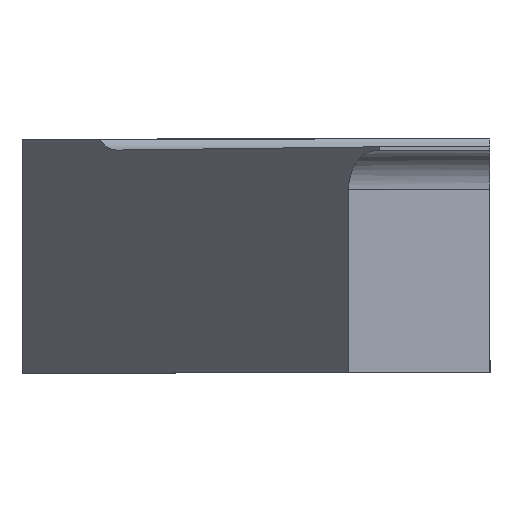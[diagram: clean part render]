
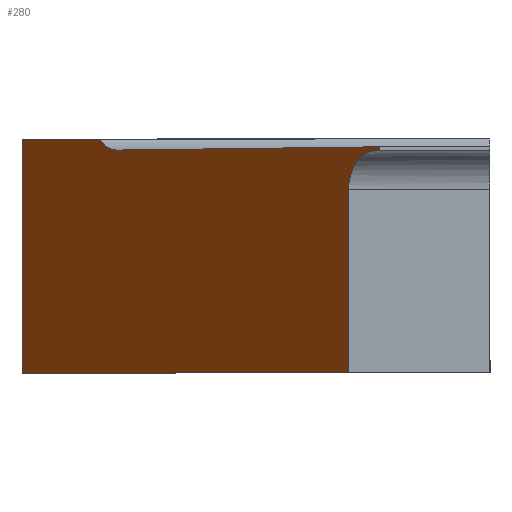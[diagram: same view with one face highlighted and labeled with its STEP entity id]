
A CAD part, left-side view. The second image highlights one B-rep face of the part: STEP entity #280.
In plain terms, the highlighted planar face has unit normal (-0.574, 0.819, 0).
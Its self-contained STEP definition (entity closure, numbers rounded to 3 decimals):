
#12 = VERTEX_POINT ( 'NONE', #637 ) ;
#16 = EDGE_CURVE ( 'NONE', #373, #688, #607, .T. ) ;
#17 = CARTESIAN_POINT ( 'NONE',  ( 0., 1.411, 1.5 ) ) ;
#26 = VERTEX_POINT ( 'NONE', #146 ) ;
#31 = CARTESIAN_POINT ( 'NONE',  ( 5.049, 4.946, 1.407 ) ) ;
#34 = DIRECTION ( 'NONE',  ( 0., 0., 1. ) ) ;
#46 = EDGE_CURVE ( 'NONE', #223, #373, #880, .T. ) ;
#70 = CARTESIAN_POINT ( 'NONE',  ( 0.07, 1.46, 1.351 ) ) ;
#73 = ORIENTED_EDGE ( 'NONE', *, *, #113, .F. ) ;
#85 = DIRECTION ( 'NONE',  ( 0., 0., 1. ) ) ;
#112 = VECTOR ( 'NONE', #728, 1000. ) ;
#113 = EDGE_CURVE ( 'NONE', #537, #26, #390, .T. ) ;
#118 = CARTESIAN_POINT ( 'NONE',  ( 6.554, 6., 1.5 ) ) ;
#142 = DIRECTION ( 'NONE',  ( 0., 0., -1. ) ) ;
#146 = CARTESIAN_POINT ( 'NONE',  ( 0., 1.411, 1.4 ) ) ;
#150 = EDGE_CURVE ( 'NONE', #12, #399, #834, .T. ) ;
#158 = DIRECTION ( 'NONE',  ( -0.819, -0.574, 0. ) ) ;
#174 = CARTESIAN_POINT ( 'NONE',  ( 4.818, 4.784, 1.358 ) ) ;
#176 = CARTESIAN_POINT ( 'NONE',  ( 0.07, 1.46, 1.351 ) ) ;
#206 = VECTOR ( 'NONE', #34, 1000. ) ;
#223 = VERTEX_POINT ( 'NONE', #176 ) ;
#236 = CARTESIAN_POINT ( 'NONE',  ( 5.127, 5.001, 1.5 ) ) ;
#243 = CARTESIAN_POINT ( 'NONE',  ( 0., 1.411, -1.5 ) ) ;
#253 = EDGE_CURVE ( 'NONE', #271, #537, #441, .T. ) ;
#271 = VERTEX_POINT ( 'NONE', #456 ) ;
#274 = LINE ( 'NONE', #820, #826 ) ;
#280 = ADVANCED_FACE ( 'NONE', ( #465 ), #813, .F. ) ;
#283 = CARTESIAN_POINT ( 'NONE',  ( 0.073, 1.462, 1.351 ) ) ;
#285 = VERTEX_POINT ( 'NONE', #454 ) ;
#287 = CARTESIAN_POINT ( 'NONE',  ( 0.575, 1.813, 0.851 ) ) ;
#295 = VECTOR ( 'NONE', #85, 1000. ) ;
#297 = EDGE_CURVE ( 'NONE', #12, #285, #274, .T. ) ;
#317 = DIRECTION ( 'NONE',  ( 0.574, -0.819, 0. ) ) ;
#322 = DIRECTION ( 'NONE',  ( 0.819, 0.574, 0. ) ) ;
#346 = CARTESIAN_POINT ( 'NONE',  ( 0., 1.411, 1.35 ) ) ;
#352 = ORIENTED_EDGE ( 'NONE', *, *, #395, .T. ) ;
#373 = VERTEX_POINT ( 'NONE', #539 ) ;
#390 = LINE ( 'NONE', #658, #112 ) ;
#395 = EDGE_CURVE ( 'NONE', #541, #26, #415, .T. ) ;
#399 = VERTEX_POINT ( 'NONE', #118 ) ;
#406 = CARTESIAN_POINT ( 'NONE',  ( 0.368, 1.668, 1.351 ) ) ;
#414 = LINE ( 'NONE', #17, #775 ) ;
#415 = LINE ( 'NONE', #243, #206 ) ;
#421 = CARTESIAN_POINT ( 'NONE',  ( 0.075, 1.463, 1.351 ) ) ;
#438 = VECTOR ( 'NONE', #877, 1000. ) ;
#441 =( BOUNDED_CURVE ( )  B_SPLINE_CURVE ( 3, ( #236, #31, #669, #174 ),
 .UNSPECIFIED., .F., .F. ) 
 B_SPLINE_CURVE_WITH_KNOTS ( ( 4, 4 ),
 ( 0.701, 1.58 ),
 .UNSPECIFIED. ) 
 CURVE ( )  GEOMETRIC_REPRESENTATION_ITEM ( )  RATIONAL_B_SPLINE_CURVE ( ( 1., 0.937, 0.937, 1. ) ) 
 REPRESENTATION_ITEM ( '' )  );
#454 = CARTESIAN_POINT ( 'NONE',  ( 0.575, 1.813, -1.5 ) ) ;
#456 = CARTESIAN_POINT ( 'NONE',  ( 5.127, 5.001, 1.5 ) ) ;
#459 = CARTESIAN_POINT ( 'NONE',  ( 0., 1.411, -1.5 ) ) ;
#465 = FACE_OUTER_BOUND ( 'NONE', #758, .T. ) ;
#502 = AXIS2_PLACEMENT_3D ( 'NONE', #459, #317, #322 ) ;
#507 = VECTOR ( 'NONE', #142, 1000. ) ;
#523 = CARTESIAN_POINT ( 'NONE',  ( 6.554, 6., -1.5 ) ) ;
#537 = VERTEX_POINT ( 'NONE', #765 ) ;
#539 = CARTESIAN_POINT ( 'NONE',  ( 0.075, 1.463, 1.351 ) ) ;
#541 = VERTEX_POINT ( 'NONE', #346 ) ;
#550 = ORIENTED_EDGE ( 'NONE', *, *, #46, .F. ) ;
#567 = CARTESIAN_POINT ( 'NONE',  ( 0.575, 1.813, 1.144 ) ) ;
#569 = ORIENTED_EDGE ( 'NONE', *, *, #789, .F. ) ;
#591 = CARTESIAN_POINT ( 'NONE',  ( -0.017, 1.399, 1.35 ) ) ;
#607 =( BOUNDED_CURVE ( )  B_SPLINE_CURVE ( 3, ( #421, #406, #567, #287 ),
 .UNSPECIFIED., .F., .T. ) 
 B_SPLINE_CURVE_WITH_KNOTS ( ( 4, 4 ),
 ( 4.712, 6.283 ),
 .UNSPECIFIED. ) 
 CURVE ( )  GEOMETRIC_REPRESENTATION_ITEM ( )  RATIONAL_B_SPLINE_CURVE ( ( 1., 0.805, 0.805, 1. ) ) 
 REPRESENTATION_ITEM ( '' )  );
#631 = CARTESIAN_POINT ( 'NONE',  ( 0.075, 1.463, 1.351 ) ) ;
#637 = CARTESIAN_POINT ( 'NONE',  ( 6.554, 6., -1.5 ) ) ;
#658 = CARTESIAN_POINT ( 'NONE',  ( 0.017, 1.423, 1.4 ) ) ;
#662 = ORIENTED_EDGE ( 'NONE', *, *, #807, .F. ) ;
#669 = CARTESIAN_POINT ( 'NONE',  ( 4.939, 4.869, 1.357 ) ) ;
#688 = VERTEX_POINT ( 'NONE', #764 ) ;
#695 = LINE ( 'NONE', #916, #507 ) ;
#696 = ORIENTED_EDGE ( 'NONE', *, *, #253, .F. ) ;
#728 = DIRECTION ( 'NONE',  ( -0.819, -0.574, 0.007 ) ) ;
#751 = EDGE_CURVE ( 'NONE', #541, #223, #825, .T. ) ;
#753 = ORIENTED_EDGE ( 'NONE', *, *, #751, .F. ) ;
#758 = EDGE_LOOP ( 'NONE', ( #569, #823, #862, #662, #800, #550, #753, #352, #73, #696 ) ) ;
#764 = CARTESIAN_POINT ( 'NONE',  ( 0.575, 1.813, 0.851 ) ) ;
#765 = CARTESIAN_POINT ( 'NONE',  ( 4.818, 4.784, 1.358 ) ) ;
#775 = VECTOR ( 'NONE', #158, 1000. ) ;
#789 = EDGE_CURVE ( 'NONE', #399, #271, #414, .T. ) ;
#800 = ORIENTED_EDGE ( 'NONE', *, *, #16, .F. ) ;
#807 = EDGE_CURVE ( 'NONE', #688, #285, #695, .T. ) ;
#813 = PLANE ( 'NONE',  #502 ) ;
#820 = CARTESIAN_POINT ( 'NONE',  ( 0., 1.411, -1.5 ) ) ;
#823 = ORIENTED_EDGE ( 'NONE', *, *, #150, .F. ) ;
#825 = LINE ( 'NONE', #591, #438 ) ;
#826 = VECTOR ( 'NONE', #884, 1000. ) ;
#834 = LINE ( 'NONE', #523, #295 ) ;
#854 = CARTESIAN_POINT ( 'NONE',  ( 0.072, 1.461, 1.351 ) ) ;
#862 = ORIENTED_EDGE ( 'NONE', *, *, #297, .T. ) ;
#877 = DIRECTION ( 'NONE',  ( 0.819, 0.574, 0.007 ) ) ;
#880 =( BOUNDED_CURVE ( )  B_SPLINE_CURVE ( 3, ( #70, #854, #283, #631 ),
 .UNSPECIFIED., .F., .T. ) 
 B_SPLINE_CURVE_WITH_KNOTS ( ( 4, 4 ),
 ( 4.704, 4.712 ),
 .UNSPECIFIED. ) 
 CURVE ( )  GEOMETRIC_REPRESENTATION_ITEM ( )  RATIONAL_B_SPLINE_CURVE ( ( 1., 1., 1., 1. ) ) 
 REPRESENTATION_ITEM ( '' )  );
#884 = DIRECTION ( 'NONE',  ( -0.819, -0.574, 0. ) ) ;
#916 = CARTESIAN_POINT ( 'NONE',  ( 0.575, 1.813, -1.5 ) ) ;
